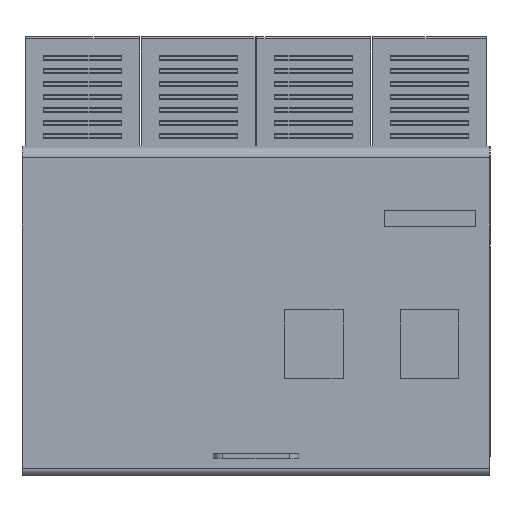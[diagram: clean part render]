
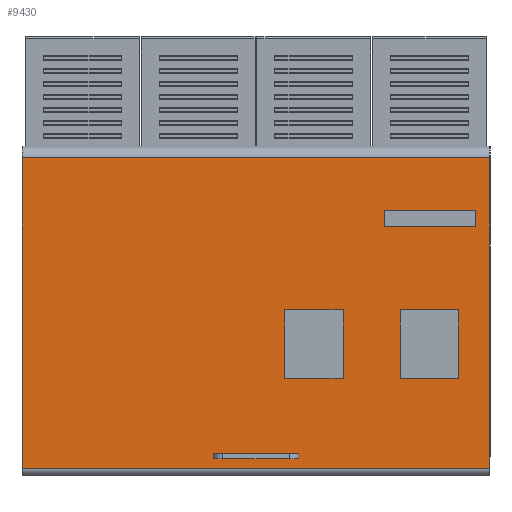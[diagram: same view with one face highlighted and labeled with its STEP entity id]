
A CAD part, left-side view. The second image highlights one B-rep face of the part: STEP entity #9430.
In plain terms, the highlighted planar face has unit normal (-1, 0, 0).
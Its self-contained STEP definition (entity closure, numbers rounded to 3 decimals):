
#960=CARTESIAN_POINT('',(-57.99,31.3,
43.696));
#970=VERTEX_POINT('',#960);
#1000=CARTESIAN_POINT('',(-57.99,31.3,0.));
#1010=DIRECTION('',(0.,0.,1.));
#1020=VECTOR('',#1010,1.);
#1030=LINE('',#1000,#1020);
#1040=CARTESIAN_POINT('',(-57.99,31.3,
-4.104));
#1050=VERTEX_POINT('',#1040);
#1060=EDGE_CURVE('',#1050,#970,#1030,.T.);
#3580=CARTESIAN_POINT('',(-57.99,-40.7,
-4.104));
#3590=VERTEX_POINT('',#3580);
#3620=CARTESIAN_POINT('',(-57.99,-40.7,0.));
#3630=DIRECTION('',(0.,0.,-1.));
#3640=VECTOR('',#3630,1.);
#3650=LINE('',#3620,#3640);
#3660=CARTESIAN_POINT('',(-57.99,-40.7,
43.696));
#3670=VERTEX_POINT('',#3660);
#3680=EDGE_CURVE('',#3670,#3590,#3650,.T.);
#7800=CARTESIAN_POINT('',(-57.99,31.3,
-4.104));
#7810=DIRECTION('',(0.,-1.,0.));
#7820=VECTOR('',#7810,1.);
#7830=LINE('',#7800,#7820);
#7840=EDGE_CURVE('',#1050,#3590,#7830,.T.);
#7910=CARTESIAN_POINT('',(-57.99,31.3,
43.696));
#7920=DIRECTION('',(1.,0.,0.));
#7930=DIRECTION('',(0.,0.,1.));
#7940=AXIS2_PLACEMENT_3D('',#7910,#7920,#7930);
#7950=PLANE('',#7940);
#7960=ORIENTED_EDGE('',*,*,#1060,.F.);
#7970=CARTESIAN_POINT('',(-57.99,31.3,
43.696));
#7980=DIRECTION('',(0.,-1.,0.));
#7990=VECTOR('',#7980,1.);
#8000=LINE('',#7970,#7990);
#8010=EDGE_CURVE('',#970,#3670,#8000,.T.);
#8020=ORIENTED_EDGE('',*,*,#8010,.F.);
#8030=ORIENTED_EDGE('',*,*,#3680,.F.);
#8040=ORIENTED_EDGE('',*,*,#7840,.T.);
#8050=EDGE_LOOP('',(#8040,#8030,#8020,#7960));
#8060=FACE_OUTER_BOUND('',#8050,.T.);
#8070=CARTESIAN_POINT('',(-57.99,-10.581,
-2.604));
#8080=DIRECTION('',(0.,0.,1.));
#8090=VECTOR('',#8080,1.);
#8100=LINE('',#8070,#8090);
#8110=CARTESIAN_POINT('',(-57.99,-10.581,
-2.604));
#8120=VERTEX_POINT('',#8110);
#8130=CARTESIAN_POINT('',(-57.99,-10.581,
-1.804));
#8140=VERTEX_POINT('',#8130);
#8150=EDGE_CURVE('',#8120,#8140,#8100,.T.);
#8160=ORIENTED_EDGE('',*,*,#8150,.F.);
#8170=CARTESIAN_POINT('',(-57.99,71.075,
-1.804));
#8180=DIRECTION('',(0.,-1.,0.));
#8190=VECTOR('',#8180,1.);
#8200=LINE('',#8170,#8190);
#8210=CARTESIAN_POINT('',(-57.99,1.181,
-1.804));
#8220=VERTEX_POINT('',#8210);
#8230=EDGE_CURVE('',#8220,#8140,#8200,.T.);
#8240=ORIENTED_EDGE('',*,*,#8230,.T.);
#8250=CARTESIAN_POINT('',(-57.99,1.181,
-2.604));
#8260=DIRECTION('',(0.,0.,1.));
#8270=VECTOR('',#8260,1.);
#8280=LINE('',#8250,#8270);
#8290=CARTESIAN_POINT('',(-57.99,1.181,
-2.604));
#8300=VERTEX_POINT('',#8290);
#8310=EDGE_CURVE('',#8300,#8220,#8280,.T.);
#8320=ORIENTED_EDGE('',*,*,#8310,.T.);
#8330=CARTESIAN_POINT('',(-57.99,71.075,
-2.604));
#8340=DIRECTION('',(0.,1.,0.));
#8350=VECTOR('',#8340,1.);
#8360=LINE('',#8330,#8350);
#8370=EDGE_CURVE('',#8120,#8300,#8360,.T.);
#8380=ORIENTED_EDGE('',*,*,#8370,.T.);
#8390=EDGE_LOOP('',(#8380,#8320,#8240,#8160));
#8400=FACE_BOUND('',#8390,.T.);
#8410=CARTESIAN_POINT('',(-57.99,71.075,
35.596));
#8420=DIRECTION('',(0.,1.,0.));
#8430=VECTOR('',#8420,1.);
#8440=LINE('',#8410,#8430);
#8450=CARTESIAN_POINT('',(-57.99,-38.4,
35.596));
#8460=VERTEX_POINT('',#8450);
#8470=CARTESIAN_POINT('',(-57.99,-24.4,
35.596));
#8480=VERTEX_POINT('',#8470);
#8490=EDGE_CURVE('',#8460,#8480,#8440,.T.);
#8500=ORIENTED_EDGE('',*,*,#8490,.F.);
#8510=CARTESIAN_POINT('',(-57.99,-24.4,0.));
#8520=DIRECTION('',(0.,0.,-1.));
#8530=VECTOR('',#8520,1.);
#8540=LINE('',#8510,#8530);
#8550=CARTESIAN_POINT('',(-57.99,-24.4,
33.096));
#8560=VERTEX_POINT('',#8550);
#8570=EDGE_CURVE('',#8480,#8560,#8540,.T.);
#8580=ORIENTED_EDGE('',*,*,#8570,.F.);
#8590=CARTESIAN_POINT('',(-57.99,71.075,
33.096));
#8600=DIRECTION('',(0.,-1.,0.));
#8610=VECTOR('',#8600,1.);
#8620=LINE('',#8590,#8610);
#8630=CARTESIAN_POINT('',(-57.99,-38.4,
33.096));
#8640=VERTEX_POINT('',#8630);
#8650=EDGE_CURVE('',#8560,#8640,#8620,.T.);
#8660=ORIENTED_EDGE('',*,*,#8650,.F.);
#8670=CARTESIAN_POINT('',(-57.99,-38.4,0.));
#8680=DIRECTION('',(0.,0.,1.));
#8690=VECTOR('',#8680,1.);
#8700=LINE('',#8670,#8690);
#8710=EDGE_CURVE('',#8640,#8460,#8700,.T.);
#8720=ORIENTED_EDGE('',*,*,#8710,.F.);
#8730=EDGE_LOOP('',(#8720,#8660,#8580,#8500));
#8740=FACE_BOUND('',#8730,.T.);
#8750=CARTESIAN_POINT('',(-57.99,-9.1,0.));
#8760=DIRECTION('',(0.,0.,-1.));
#8770=VECTOR('',#8760,1.);
#8780=LINE('',#8750,#8770);
#8790=CARTESIAN_POINT('',(-57.99,-9.1,
20.296));
#8800=VERTEX_POINT('',#8790);
#8810=CARTESIAN_POINT('',(-57.99,-9.1,
9.796));
#8820=VERTEX_POINT('',#8810);
#8830=EDGE_CURVE('',#8800,#8820,#8780,.T.);
#8840=ORIENTED_EDGE('',*,*,#8830,.F.);
#8850=CARTESIAN_POINT('',(-57.99,71.075,
9.796));
#8860=DIRECTION('',(0.,-1.,0.));
#8870=VECTOR('',#8860,1.);
#8880=LINE('',#8850,#8870);
#8890=CARTESIAN_POINT('',(-57.99,-18.1,
9.796));
#8900=VERTEX_POINT('',#8890);
#8910=EDGE_CURVE('',#8820,#8900,#8880,.T.);
#8920=ORIENTED_EDGE('',*,*,#8910,.F.);
#8930=CARTESIAN_POINT('',(-57.99,-18.1,0.));
#8940=DIRECTION('',(0.,0.,1.));
#8950=VECTOR('',#8940,1.);
#8960=LINE('',#8930,#8950);
#8970=CARTESIAN_POINT('',(-57.99,-18.1,
20.296));
#8980=VERTEX_POINT('',#8970);
#8990=EDGE_CURVE('',#8900,#8980,#8960,.T.);
#9000=ORIENTED_EDGE('',*,*,#8990,.F.);
#9010=CARTESIAN_POINT('',(-57.99,71.075,
20.296));
#9020=DIRECTION('',(0.,1.,0.));
#9030=VECTOR('',#9020,1.);
#9040=LINE('',#9010,#9030);
#9050=EDGE_CURVE('',#8980,#8800,#9040,.T.);
#9060=ORIENTED_EDGE('',*,*,#9050,.F.);
#9070=EDGE_LOOP('',(#9060,#9000,#8920,#8840));
#9080=FACE_BOUND('',#9070,.T.);
#9090=CARTESIAN_POINT('',(-57.99,-26.9,0.));
#9100=DIRECTION('',(0.,0.,-1.));
#9110=VECTOR('',#9100,1.);
#9120=LINE('',#9090,#9110);
#9130=CARTESIAN_POINT('',(-57.99,-26.9,
20.296));
#9140=VERTEX_POINT('',#9130);
#9150=CARTESIAN_POINT('',(-57.99,-26.9,
9.796));
#9160=VERTEX_POINT('',#9150);
#9170=EDGE_CURVE('',#9140,#9160,#9120,.T.);
#9180=ORIENTED_EDGE('',*,*,#9170,.F.);
#9190=CARTESIAN_POINT('',(-57.99,71.075,
9.796));
#9200=DIRECTION('',(0.,-1.,0.));
#9210=VECTOR('',#9200,1.);
#9220=LINE('',#9190,#9210);
#9230=CARTESIAN_POINT('',(-57.99,-35.9,
9.796));
#9240=VERTEX_POINT('',#9230);
#9250=EDGE_CURVE('',#9160,#9240,#9220,.T.);
#9260=ORIENTED_EDGE('',*,*,#9250,.F.);
#9270=CARTESIAN_POINT('',(-57.99,-35.9,0.));
#9280=DIRECTION('',(0.,0.,1.));
#9290=VECTOR('',#9280,1.);
#9300=LINE('',#9270,#9290);
#9310=CARTESIAN_POINT('',(-57.99,-35.9,
20.296));
#9320=VERTEX_POINT('',#9310);
#9330=EDGE_CURVE('',#9240,#9320,#9300,.T.);
#9340=ORIENTED_EDGE('',*,*,#9330,.F.);
#9350=CARTESIAN_POINT('',(-57.99,71.075,
20.296));
#9360=DIRECTION('',(0.,1.,0.));
#9370=VECTOR('',#9360,1.);
#9380=LINE('',#9350,#9370);
#9390=EDGE_CURVE('',#9320,#9140,#9380,.T.);
#9400=ORIENTED_EDGE('',*,*,#9390,.F.);
#9410=EDGE_LOOP('',(#9400,#9340,#9260,#9180));
#9420=FACE_BOUND('',#9410,.T.);
#9430=ADVANCED_FACE('',(#8060,#8400,#8740,#9080,#9420),#7950,.F.);
